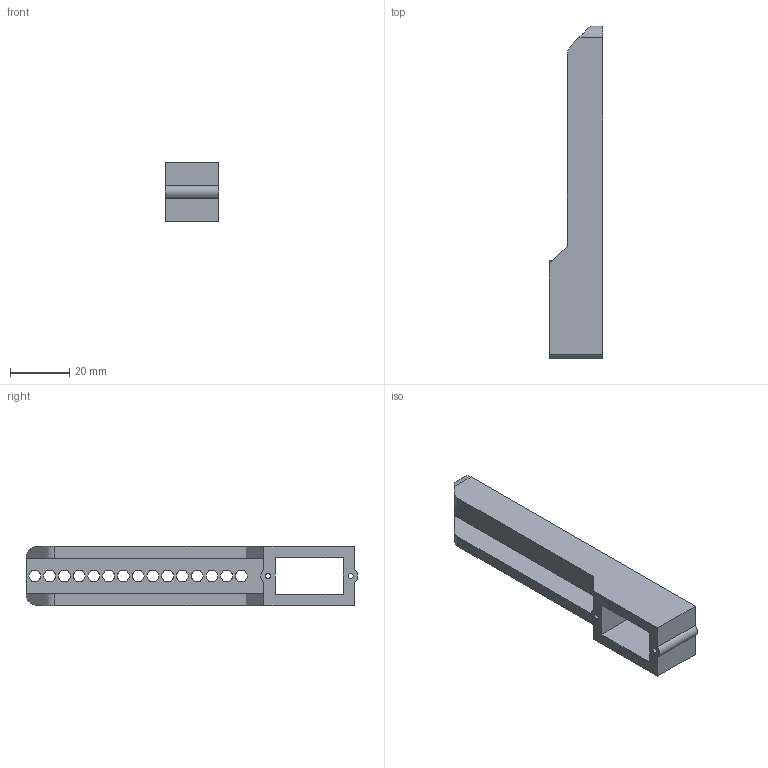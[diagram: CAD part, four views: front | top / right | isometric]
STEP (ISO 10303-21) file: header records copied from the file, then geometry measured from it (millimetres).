
FILE_DESCRIPTION(/* description */ (''),/* implementation_level */ '2;1');
FILE_NAME(/* name */ 'TopRearLeg3.stp',/* time_stamp */ '2019-04-07T19:38:32-04:00',/* author */ ('mfans'),/* organization */ (''),/* preprocessor_version */ 'ST-DEVELOPER v18',/* originating_system */ 'Autodesk Inventor 2020',/* authorisation */ '');
FILE_SCHEMA (('AUTOMOTIVE_DESIGN { 1 0 10303 214 3 1 1 }'));
Length unit declared in the file: millimetre
Products named in the file (1): TopRearLeg3
Bounding box: 18 x 112.5 x 20 mm (x, y, z)
Volume: 16725.4 mm3; surface area: 10656.5 mm2
Topology: 1 solids, 1 shells, 45 faces, 140 edges, 97 vertices
Faces by surface type: cylinder 23, plane 22
Full cylindrical faces by diameter (mm): 1.75 x2, 4 x15
Entity records: 1718 total; most frequent: DIRECTION 295, CARTESIAN_POINT 283, ORIENTED_EDGE 280, EDGE_CURVE 140, AXIS2_PLACEMENT_3D 109, VERTEX_POINT 97, EDGE_LOOP 81, LINE 77
